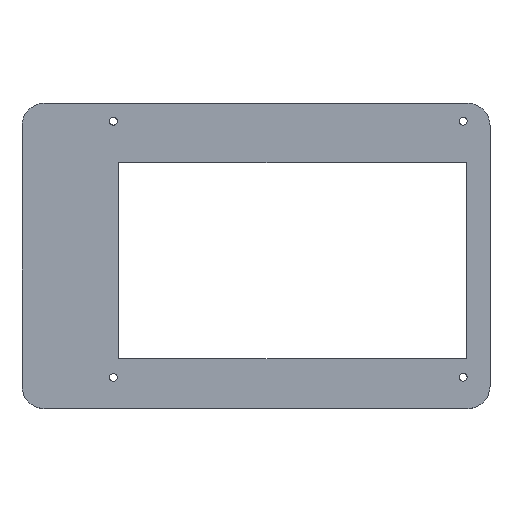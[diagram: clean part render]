
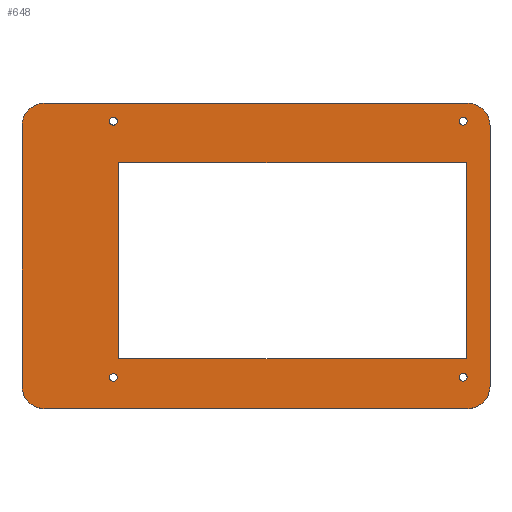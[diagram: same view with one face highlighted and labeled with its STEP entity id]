
A CAD part, top view. The second image highlights one B-rep face of the part: STEP entity #648.
In plain terms, the highlighted planar face has unit normal (0, 0, 1).
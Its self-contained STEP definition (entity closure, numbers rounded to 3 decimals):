
#25=FACE_BOUND('',#129,.T.);
#26=FACE_BOUND('',#130,.T.);
#27=FACE_BOUND('',#131,.T.);
#28=FACE_BOUND('',#132,.T.);
#29=FACE_BOUND('',#133,.T.);
#48=PLANE('',#733);
#83=FACE_OUTER_BOUND('',#128,.T.);
#128=EDGE_LOOP('',(#582,#583,#584,#585,#586,#587,#588,#589));
#129=EDGE_LOOP('',(#590));
#130=EDGE_LOOP('',(#591));
#131=EDGE_LOOP('',(#592));
#132=EDGE_LOOP('',(#593));
#133=EDGE_LOOP('',(#594,#595,#596,#597));
#144=LINE('',#998,#196);
#147=LINE('',#1004,#199);
#150=LINE('',#1010,#202);
#153=LINE('',#1014,#205);
#176=LINE('',#1089,#228);
#182=LINE('',#1104,#234);
#184=LINE('',#1110,#236);
#185=LINE('',#1112,#237);
#196=VECTOR('',#812,10.);
#199=VECTOR('',#817,10.);
#202=VECTOR('',#822,10.);
#205=VECTOR('',#827,10.);
#228=VECTOR('',#900,10.);
#234=VECTOR('',#916,10.);
#236=VECTOR('',#924,10.);
#237=VECTOR('',#927,10.);
#240=CIRCLE('',#666,1.75);
#243=CIRCLE('',#670,1.75);
#246=CIRCLE('',#674,1.75);
#249=CIRCLE('',#678,1.75);
#266=CIRCLE('',#717,10.);
#271=CIRCLE('',#725,10.);
#272=CIRCLE('',#727,10.);
#273=CIRCLE('',#730,10.);
#276=VERTEX_POINT('',#936);
#279=VERTEX_POINT('',#944);
#282=VERTEX_POINT('',#952);
#285=VERTEX_POINT('',#960);
#296=VERTEX_POINT('',#995);
#297=VERTEX_POINT('',#997);
#299=VERTEX_POINT('',#1003);
#301=VERTEX_POINT('',#1009);
#318=VERTEX_POINT('',#1065);
#319=VERTEX_POINT('',#1066);
#328=VERTEX_POINT('',#1088);
#329=VERTEX_POINT('',#1092);
#330=VERTEX_POINT('',#1096);
#331=VERTEX_POINT('',#1097);
#332=VERTEX_POINT('',#1102);
#333=VERTEX_POINT('',#1106);
#337=EDGE_CURVE('',#276,#276,#240,.T.);
#341=EDGE_CURVE('',#279,#279,#243,.T.);
#345=EDGE_CURVE('',#282,#282,#246,.T.);
#349=EDGE_CURVE('',#285,#285,#249,.T.);
#364=EDGE_CURVE('',#297,#296,#144,.T.);
#367=EDGE_CURVE('',#299,#297,#147,.T.);
#370=EDGE_CURVE('',#301,#299,#150,.T.);
#373=EDGE_CURVE('',#296,#301,#153,.T.);
#398=EDGE_CURVE('',#318,#319,#266,.T.);
#409=EDGE_CURVE('',#328,#319,#176,.T.);
#411=EDGE_CURVE('',#328,#329,#271,.T.);
#413=EDGE_CURVE('',#330,#331,#272,.T.);
#417=EDGE_CURVE('',#330,#332,#182,.T.);
#418=EDGE_CURVE('',#333,#332,#273,.T.);
#420=EDGE_CURVE('',#318,#331,#184,.T.);
#421=EDGE_CURVE('',#333,#329,#185,.T.);
#582=ORIENTED_EDGE('',*,*,#398,.F.);
#583=ORIENTED_EDGE('',*,*,#420,.T.);
#584=ORIENTED_EDGE('',*,*,#413,.F.);
#585=ORIENTED_EDGE('',*,*,#417,.T.);
#586=ORIENTED_EDGE('',*,*,#418,.F.);
#587=ORIENTED_EDGE('',*,*,#421,.T.);
#588=ORIENTED_EDGE('',*,*,#411,.F.);
#589=ORIENTED_EDGE('',*,*,#409,.T.);
#590=ORIENTED_EDGE('',*,*,#337,.T.);
#591=ORIENTED_EDGE('',*,*,#341,.T.);
#592=ORIENTED_EDGE('',*,*,#345,.T.);
#593=ORIENTED_EDGE('',*,*,#349,.T.);
#594=ORIENTED_EDGE('',*,*,#364,.T.);
#595=ORIENTED_EDGE('',*,*,#373,.T.);
#596=ORIENTED_EDGE('',*,*,#370,.T.);
#597=ORIENTED_EDGE('',*,*,#367,.T.);
#648=ADVANCED_FACE('',(#83,#25,#26,#27,#28,#29),#48,.T.);
#666=AXIS2_PLACEMENT_3D('',#938,#743,#744);
#670=AXIS2_PLACEMENT_3D('',#946,#752,#753);
#674=AXIS2_PLACEMENT_3D('',#954,#761,#762);
#678=AXIS2_PLACEMENT_3D('',#962,#770,#771);
#717=AXIS2_PLACEMENT_3D('',#1067,#880,#881);
#725=AXIS2_PLACEMENT_3D('',#1093,#904,#905);
#727=AXIS2_PLACEMENT_3D('',#1098,#909,#910);
#730=AXIS2_PLACEMENT_3D('',#1107,#919,#920);
#733=AXIS2_PLACEMENT_3D('',#1113,#928,#929);
#743=DIRECTION('center_axis',(0.,0.,-1.));
#744=DIRECTION('ref_axis',(-1.,0.,0.));
#752=DIRECTION('center_axis',(0.,0.,-1.));
#753=DIRECTION('ref_axis',(-1.,0.,0.));
#761=DIRECTION('center_axis',(0.,0.,-1.));
#762=DIRECTION('ref_axis',(-1.,0.,0.));
#770=DIRECTION('center_axis',(0.,0.,-1.));
#771=DIRECTION('ref_axis',(-1.,0.,0.));
#812=DIRECTION('',(0.,1.,0.));
#817=DIRECTION('',(-1.,0.,0.));
#822=DIRECTION('',(0.,-1.,0.));
#827=DIRECTION('',(1.,0.,0.));
#880=DIRECTION('center_axis',(0.,0.,-1.));
#881=DIRECTION('ref_axis',(0.707,0.707,0.));
#900=DIRECTION('',(0.,1.,0.));
#904=DIRECTION('center_axis',(0.,0.,-1.));
#905=DIRECTION('ref_axis',(0.707,-0.707,0.));
#909=DIRECTION('center_axis',(0.,0.,-1.));
#910=DIRECTION('ref_axis',(-0.707,0.707,0.));
#916=DIRECTION('',(0.,-1.,0.));
#919=DIRECTION('center_axis',(0.,0.,-1.));
#920=DIRECTION('ref_axis',(-0.707,-0.707,0.));
#924=DIRECTION('',(-1.,0.,0.));
#927=DIRECTION('',(1.,0.,0.));
#928=DIRECTION('center_axis',(0.,0.,1.));
#929=DIRECTION('ref_axis',(1.,0.,0.));
#936=CARTESIAN_POINT('',(199.75,128.95,20.2));
#938=CARTESIAN_POINT('Origin',(198.,128.95,20.2));
#944=CARTESIAN_POINT('',(42.75,14.,20.2));
#946=CARTESIAN_POINT('Origin',(41.,14.,20.2));
#952=CARTESIAN_POINT('',(199.75,14.05,20.2));
#954=CARTESIAN_POINT('Origin',(198.,14.05,20.2));
#960=CARTESIAN_POINT('',(42.75,128.95,20.2));
#962=CARTESIAN_POINT('Origin',(41.,128.95,20.2));
#995=CARTESIAN_POINT('',(43.4,110.35,20.2));
#997=CARTESIAN_POINT('',(43.4,22.35,20.2));
#998=CARTESIAN_POINT('',(43.4,45.425,20.2));
#1003=CARTESIAN_POINT('',(199.4,22.35,20.2));
#1004=CARTESIAN_POINT('',(152.2,22.35,20.2));
#1009=CARTESIAN_POINT('',(199.4,110.35,20.2));
#1010=CARTESIAN_POINT('',(199.4,89.425,20.2));
#1014=CARTESIAN_POINT('',(74.2,110.35,20.2));
#1065=CARTESIAN_POINT('',(200.,137.,20.2));
#1066=CARTESIAN_POINT('',(210.,127.,20.2));
#1067=CARTESIAN_POINT('Origin',(200.,127.,20.2));
#1088=CARTESIAN_POINT('',(210.,10.,20.2));
#1089=CARTESIAN_POINT('',(210.,0.,20.2));
#1092=CARTESIAN_POINT('',(200.,0.,20.2));
#1093=CARTESIAN_POINT('Origin',(200.,10.,20.2));
#1096=CARTESIAN_POINT('',(0.,127.,20.2));
#1097=CARTESIAN_POINT('',(10.,137.,20.2));
#1098=CARTESIAN_POINT('Origin',(10.,127.,20.2));
#1102=CARTESIAN_POINT('',(0.,10.,20.2));
#1104=CARTESIAN_POINT('',(0.,137.,20.2));
#1106=CARTESIAN_POINT('',(10.,0.,20.2));
#1107=CARTESIAN_POINT('Origin',(10.,10.,20.2));
#1110=CARTESIAN_POINT('',(210.,137.,20.2));
#1112=CARTESIAN_POINT('',(0.,0.,20.2));
#1113=CARTESIAN_POINT('Origin',(105.,68.5,20.2));
